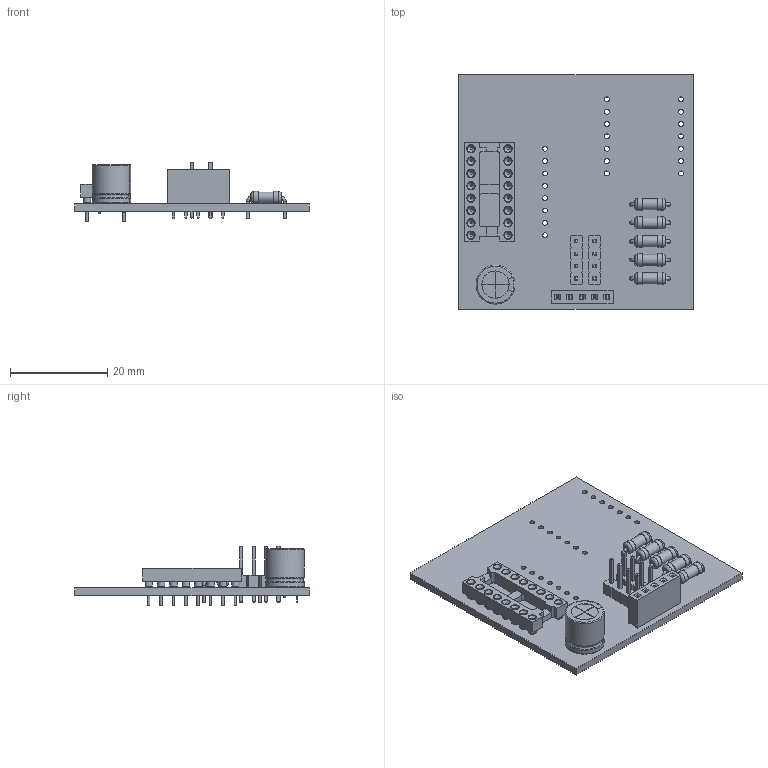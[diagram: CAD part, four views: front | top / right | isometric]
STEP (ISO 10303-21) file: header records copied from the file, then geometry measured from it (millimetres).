
FILE_DESCRIPTION(('KiCad electronic assembly'),'2;1');
FILE_NAME('brick_test.step','2023-10-26T14:46:54',('Pcbnew'),('Kicad'), 'Open CASCADE STEP processor 7.7','KiCad to STEP converter','Unknown' );
FILE_SCHEMA(('AUTOMOTIVE_DESIGN { 1 0 10303 214 1 1 1 1 }'));
Length unit declared in the file: millimetre
Products named in the file (12): brick_test 1; R_Axial_DIN0207_L6.3mm_D2.5mm_P7.62mm_Horizontal; SOLID; PinSocket_1x05_P2.54mm_Vertical; PinHeader_1x04_P2.54mm_Vertical; CP_Radial_D8.0mm_P5.00mm; DIP-16_W7.62mm_Socket; brick_test PCB
Assembly tree (16 placements, depth 3):
  brick_test 1
    R_Axial_DIN0207_L6.3mm_D2.5mm_P7.62mm_Horizontal  x5
      SOLID
    PinSocket_1x05_P2.54mm_Vertical
      SOLID
    PinHeader_1x04_P2.54mm_Vertical  x2
      SOLID
    CP_Radial_D8.0mm_P5.00mm
      SOLID
    DIP-16_W7.62mm_Socket
      SOLID
    brick_test PCB
Bounding box: 48.26 x 48.26 x 12.32 mm (x, y, z)
Volume: 4964.3 mm3; surface area: 7505.5 mm2
Topology: 11 solids, 12 shells, 794 faces, 1764 edges, 1126 vertices
Faces by surface type: plane 531, cylinder 179, cone 48, torus 22, bspline 8, revolution 6
Full cylindrical faces by diameter (mm): 0.5 x2, 0.508 x32, 0.6 x10, 0.8 x28, 1 x21, 1.02 x14, 1.524 x16, 1.724 x16, 2.25 x5, 2.5 x10
Entity records: 44251 total; most frequent: CARTESIAN_POINT 10387, DIRECTION 5636, LINE 3456, VECTOR 3456, ORIENTED_EDGE 2868, PCURVE 2868, DEFINITIONAL_REPRESENTATION 2868, EDGE_CURVE 1434
